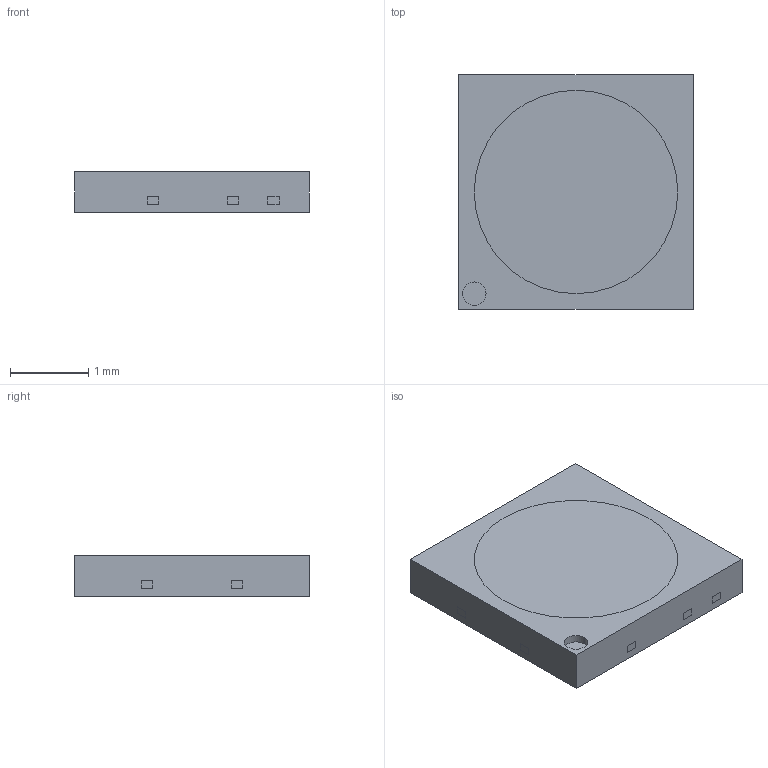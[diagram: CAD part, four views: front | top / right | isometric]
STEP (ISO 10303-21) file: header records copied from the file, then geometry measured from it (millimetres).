
FILE_DESCRIPTION (( 'STEP AP214' ), '1' );
FILE_NAME ('3030-017 UNIT SIZE product (Adjust Origin) 26Sept19.STEP', '2019-11-26T00:48:40', ( '' ), ( '' ), 'SwSTEP 2.0', 'SolidWorks 2017', '' );
FILE_SCHEMA (( 'AUTOMOTIVE_DESIGN' ));
Length unit declared in the file: millimetre
Products named in the file (1): 3030-017 UNIT SIZE product (Adjust Origin) 26Sept19
Bounding box: 3 x 3 x 0.52 mm (x, y, z)
Volume: 4.7 mm3; surface area: 24.4 mm2
Topology: 1 solids, 1 shells, 22 faces, 76 edges, 70 vertices
Faces by surface type: plane 20, cylinder 2
Entity records: 1042 total; most frequent: CARTESIAN_POINT 169, ORIENTED_EDGE 152, DIRECTION 136, EDGE_CURVE 76, VERTEX_POINT 70, VECTOR 62, LINE 62, AXIS2_PLACEMENT_3D 37
